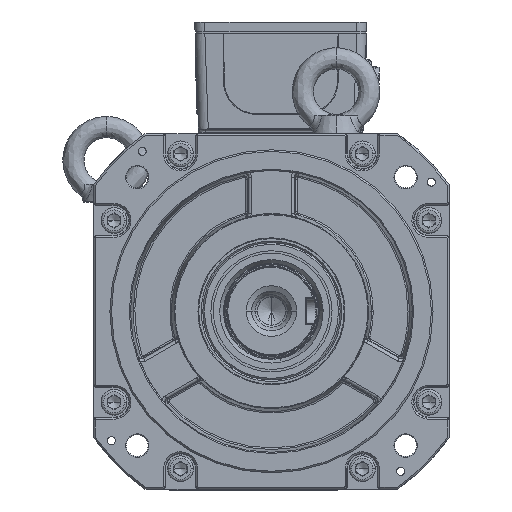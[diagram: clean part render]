
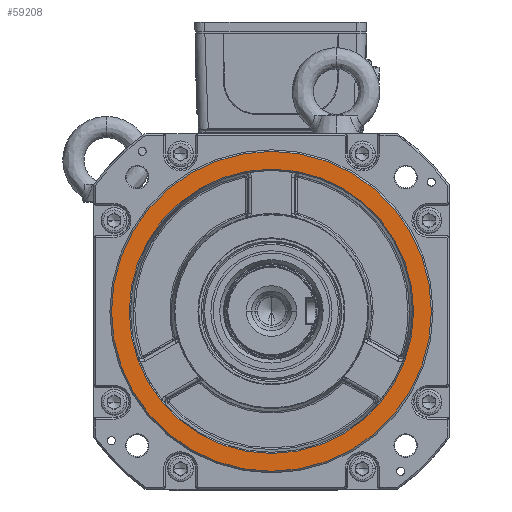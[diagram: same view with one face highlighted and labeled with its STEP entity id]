
A CAD part, top view. The second image highlights one B-rep face of the part: STEP entity #59208.
In plain terms, the highlighted planar face has unit normal (0, 0, 1).
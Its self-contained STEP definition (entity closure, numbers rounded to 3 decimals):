
#56999=CARTESIAN_POINT('',(-99.,0.,137.5));
#57000=VERTEX_POINT('',#56999);
#57001=CARTESIAN_POINT('',(99.,0.,137.5));
#57002=VERTEX_POINT('',#57001);
#57003=CARTESIAN_POINT('',(0.,0.,137.5));
#57004=DIRECTION('',(-1.,0.,0.));
#57005=DIRECTION('',(0.,0.,-1.));
#57006=AXIS2_PLACEMENT_3D('',#57003,#57005,#57004);
#57007=CIRCLE('',#57006,99.);
#57008=EDGE_CURVE('',#57000,#57002,#57007,.T.);
#57032=CARTESIAN_POINT('',(0.,0.,137.5));
#57033=DIRECTION('',(-1.,0.,0.));
#57034=DIRECTION('',(0.,0.,1.));
#57035=AXIS2_PLACEMENT_3D('',#57032,#57034,#57033);
#57036=CIRCLE('',#57035,99.);
#57037=EDGE_CURVE('',#57000,#57002,#57036,.T.);
#59179=CARTESIAN_POINT('',(99.,0.,137.5));
#59180=DIRECTION('',(1.,0.,0.));
#59181=DIRECTION('',(0.,0.,1.));
#59182=AXIS2_PLACEMENT_3D('',#59179,#59181,#59180);
#59183=PLANE('',#59182);
#59184=ORIENTED_EDGE('',*,*,#57008,.F.);
#59185=ORIENTED_EDGE('',*,*,#57037,.T.);
#59186=EDGE_LOOP('',(#59184,#59185));
#59187=FACE_OUTER_BOUND('',#59186,.T.);
#59188=CARTESIAN_POINT('',(-88.,0.,137.5));
#59189=VERTEX_POINT('',#59188);
#59190=CARTESIAN_POINT('',(88.,0.,137.5));
#59191=VERTEX_POINT('',#59190);
#59192=CARTESIAN_POINT('',(0.,0.,137.5));
#59193=DIRECTION('',(-1.,0.,0.));
#59194=DIRECTION('',(0.,0.,-1.));
#59195=AXIS2_PLACEMENT_3D('',#59192,#59194,#59193);
#59196=CIRCLE('',#59195,88.);
#59197=EDGE_CURVE('',#59189,#59191,#59196,.T.);
#59198=ORIENTED_EDGE('',*,*,#59197,.T.);
#59199=CARTESIAN_POINT('',(0.,0.,137.5));
#59200=DIRECTION('',(-1.,0.,0.));
#59201=DIRECTION('',(0.,0.,1.));
#59202=AXIS2_PLACEMENT_3D('',#59199,#59201,#59200);
#59203=CIRCLE('',#59202,88.);
#59204=EDGE_CURVE('',#59189,#59191,#59203,.T.);
#59205=ORIENTED_EDGE('',*,*,#59204,.F.);
#59206=EDGE_LOOP('',(#59198,#59205));
#59207=FACE_BOUND('',#59206,.T.);
#59208=ADVANCED_FACE('',(#59187,#59207),#59183,.T.);
